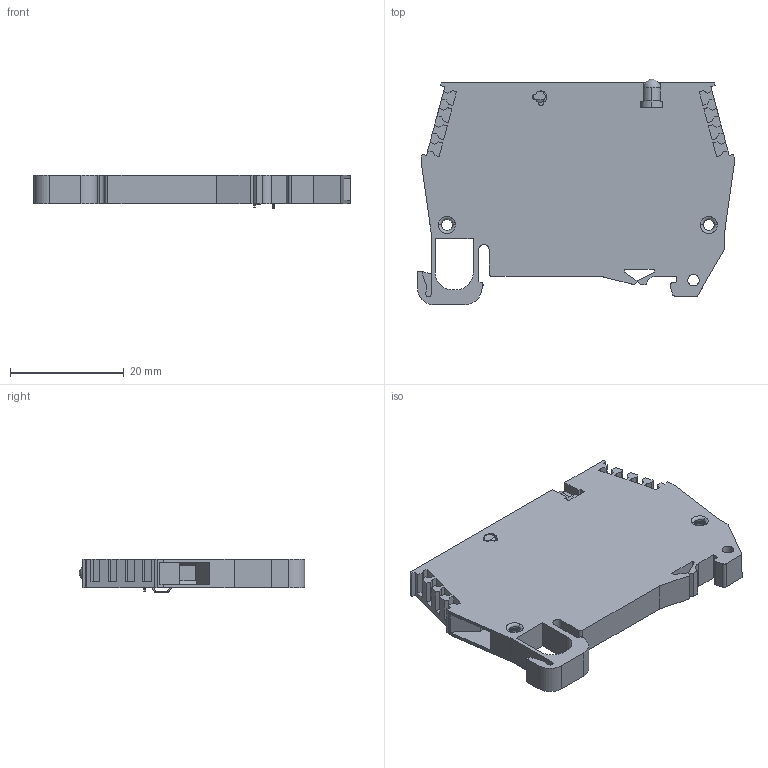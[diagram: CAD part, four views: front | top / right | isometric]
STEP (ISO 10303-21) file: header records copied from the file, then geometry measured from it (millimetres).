
FILE_DESCRIPTION (( 'STEP AP214' ), '1' );
FILE_NAME ('4358005_DN-D1S2L24.STEP', '2014-05-26T14:23:19', ( '' ), ( '' ), 'SwSTEP 2.0', 'SolidWorks 2013', '' );
FILE_SCHEMA (( 'AUTOMOTIVE_DESIGN' ));
Length unit declared in the file: millimetre
Products named in the file (4): 20621_1; 435K0001; 4258000_DN-QFE2_1; 4358005_DN-D1S2L24
Assembly tree (3 placements, depth 2):
  4358005_DN-D1S2L24
    4258000_DN-QFE2_1
    435K0001
    20621_1
Bounding box: 55.65 x 39.6 x 5.95 mm (x, y, z)
Volume: 7976 mm3; surface area: 6582 mm2
Topology: 3 solids, 4 shells, 403 faces, 1074 edges, 684 vertices
Faces by surface type: plane 222, cylinder 112, torus 48, bspline 10, cone 8, sphere 3
Entity records: 18076 total; most frequent: CARTESIAN_POINT 3459, ORIENTED_EDGE 2136, DIRECTION 2074, EDGE_CURVE 1068, LINE 716, VECTOR 716, VERTEX_POINT 681, AXIS2_PLACEMENT_3D 679
